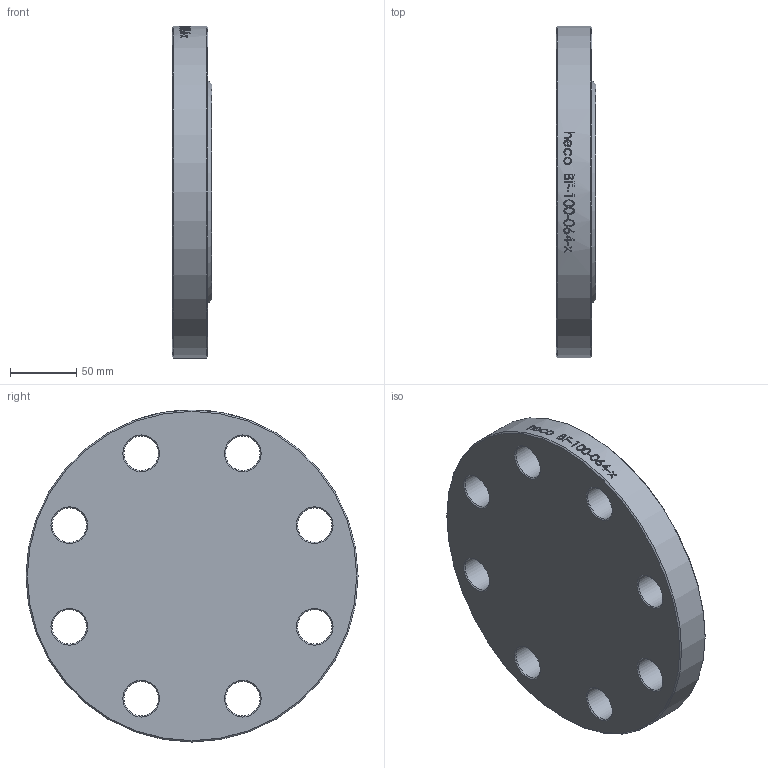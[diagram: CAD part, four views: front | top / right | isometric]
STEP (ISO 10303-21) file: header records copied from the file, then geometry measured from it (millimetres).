
FILE_DESCRIPTION (( 'STEP AP214' ), '1' );
FILE_NAME ('BF-100-064-x Blindflansch PN64 DIN2527 EN1092 2103.STEP', '2021-03-10T09:53:40', ( '' ), ( '' ), 'SwSTEP 2.0', 'SolidWorks 2019', '' );
FILE_SCHEMA (( 'AUTOMOTIVE_DESIGN' ));
Length unit declared in the file: millimetre
Products named in the file (1): BF-100-064-x Blindflansch PN64 DIN2527 EN1092 2103
Bounding box: 30 x 250 x 250 mm (x, y, z)
Volume: 1273751.9 mm3; surface area: 127654 mm2
Topology: 1 solids, 1 shells, 56 faces, 233 edges, 205 vertices
Faces by surface type: cylinder 34, cone 19, plane 3
Full cylindrical faces by diameter (mm): 26 x8, 250 x1
Entity records: 6007 total; most frequent: CARTESIAN_POINT 4007, ORIENTED_EDGE 392, DIRECTION 286, EDGE_CURVE 196, VERTEX_POINT 196, AXIS2_PLACEMENT_3D 130, EDGE_LOOP 126, B_SPLINE_CURVE_WITH_KNOTS 97
